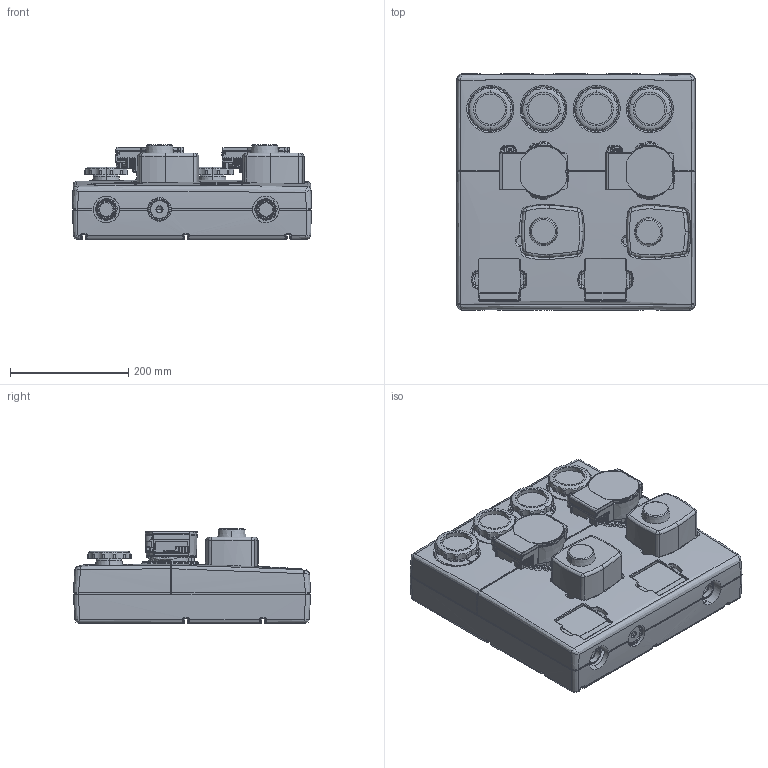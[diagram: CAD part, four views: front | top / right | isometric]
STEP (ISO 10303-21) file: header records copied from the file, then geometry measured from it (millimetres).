
FILE_DESCRIPTION (( 'STEP AP214' ), '1' );
FILE_NAME ('7780 2ställdon förenklad.STEP', '2019-11-04T10:56:38', ( '' ), ( '' ), 'SwSTEP 2.0', 'SolidWorks 2019', '' );
FILE_SCHEMA (( 'AUTOMOTIVE_DESIGN' ));
Length unit declared in the file: millimetre
Products named in the file (1): 7780 2ställdon förenklad
Bounding box: 404 x 400 x 159.1 mm (x, y, z)
Volume: 16406173.9 mm3; surface area: 986164.6 mm2
Topology: 7 solids, 54 shells, 6737 faces, 17192 edges, 10437 vertices
Faces by surface type: cylinder 1891, bspline 1796, plane 1644, cone 864, torus 376, sphere 166
Entity records: 358569 total; most frequent: CARTESIAN_POINT 138565, ORIENTED_EDGE 34124, DIRECTION 26825, EDGE_CURVE 17062, VERTEX_POINT 10437, AXIS2_PLACEMENT_3D 10308, EDGE_LOOP 6859, ADVANCED_FACE 6737
